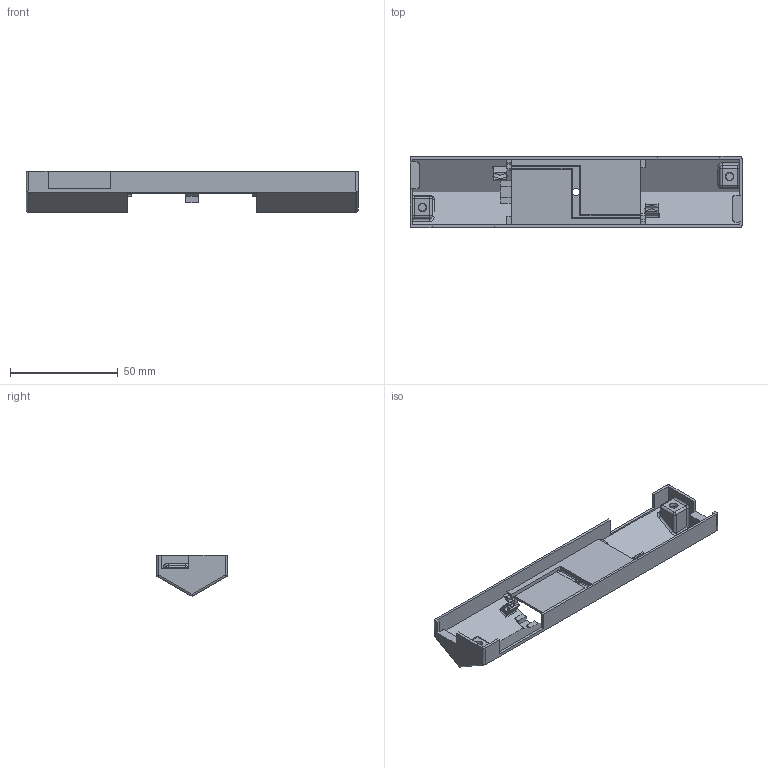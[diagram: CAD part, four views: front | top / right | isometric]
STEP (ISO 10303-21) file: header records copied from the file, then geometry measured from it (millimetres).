
FILE_DESCRIPTION(/* description */ (''),/* implementation_level */ '2;1');
FILE_NAME(/* name */ 'Bot_Shell v2.step',/* time_stamp */ '2025-05-21T16:51:13-04:00',/* author */ (''),/* organization */ (''),/* preprocessor_version */ 'ST-DEVELOPER v20.1',/* originating_system */ 'Autodesk Translation Framework v14.4.0.0',/* authorisation */ '');
FILE_SCHEMA (('AUTOMOTIVE_DESIGN { 1 0 10303 214 3 1 1 }'));
Length unit declared in the file: millimetre
Products named in the file (1): Bot_Shell
Bounding box: 153.75 x 32.91 x 19 mm (x, y, z)
Volume: 12469.9 mm3; surface area: 18877.5 mm2
Topology: 1 solids, 1 shells, 235 faces, 647 edges, 408 vertices
Faces by surface type: plane 137, cylinder 81, bspline 6, sphere 4, torus 4, cone 3
Full cylindrical faces by diameter (mm): 3.5 x3
Entity records: 7523 total; most frequent: CARTESIAN_POINT 1427, ORIENTED_EDGE 1286, DIRECTION 1268, EDGE_CURVE 643, LINE 470, VECTOR 470, VERTEX_POINT 408, AXIS2_PLACEMENT_3D 399
